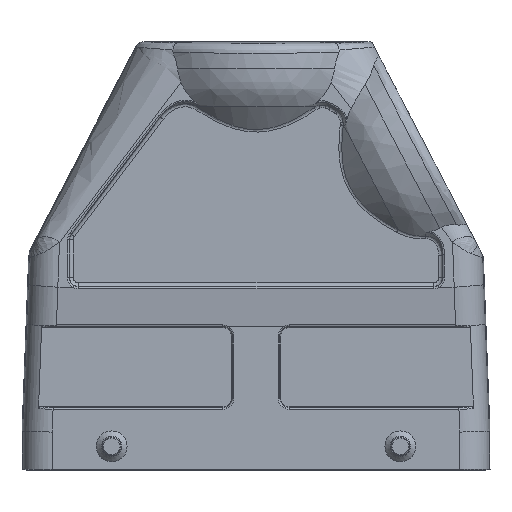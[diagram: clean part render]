
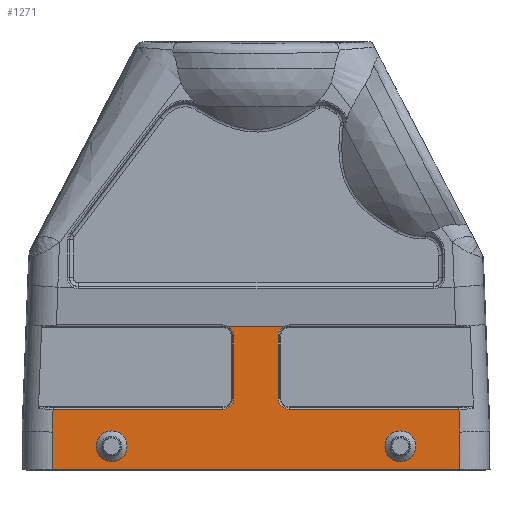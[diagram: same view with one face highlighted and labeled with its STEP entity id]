
A CAD part, front view. The second image highlights one B-rep face of the part: STEP entity #1271.
In plain terms, the highlighted planar face has unit normal (0, -1, 0).
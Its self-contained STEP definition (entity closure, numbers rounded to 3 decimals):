
#956=FACE_BOUND('',#2308,.T.);
#957=FACE_BOUND('',#2309,.T.);
#958=FACE_BOUND('',#2310,.T.);
#1053=PLANE('',#10642);
#1271=ADVANCED_FACE('',(#956,#957,#958),#1053,.F.);
#2308=EDGE_LOOP('',(#3337,#3338,#3339,#3340,#3341,#3342,#3343,#3344,#3345,
#3346,#3347,#3348,#3349,#3350));
#2309=EDGE_LOOP('',(#3351));
#2310=EDGE_LOOP('',(#3352));
#2855=CIRCLE('',#10636,2.85);
#2856=CIRCLE('',#10637,2.85);
#2857=CIRCLE('',#10638,2.85);
#2858=CIRCLE('',#10639,2.85);
#2859=CIRCLE('',#10640,3.95);
#2860=CIRCLE('',#10641,3.95);
#3337=ORIENTED_EDGE('',*,*,#6555,.F.);
#3338=ORIENTED_EDGE('',*,*,#6556,.F.);
#3339=ORIENTED_EDGE('',*,*,#6557,.F.);
#3340=ORIENTED_EDGE('',*,*,#6558,.F.);
#3341=ORIENTED_EDGE('',*,*,#6559,.F.);
#3342=ORIENTED_EDGE('',*,*,#6560,.T.);
#3343=ORIENTED_EDGE('',*,*,#6561,.F.);
#3344=ORIENTED_EDGE('',*,*,#6562,.F.);
#3345=ORIENTED_EDGE('',*,*,#6563,.F.);
#3346=ORIENTED_EDGE('',*,*,#6564,.F.);
#3347=ORIENTED_EDGE('',*,*,#6565,.F.);
#3348=ORIENTED_EDGE('',*,*,#6566,.F.);
#3349=ORIENTED_EDGE('',*,*,#6567,.F.);
#3350=ORIENTED_EDGE('',*,*,#6568,.F.);
#3351=ORIENTED_EDGE('',*,*,#6569,.F.);
#3352=ORIENTED_EDGE('',*,*,#6570,.F.);
#5743=VERTEX_POINT('',#16189);
#5744=VERTEX_POINT('',#16190);
#5745=VERTEX_POINT('',#16192);
#5746=VERTEX_POINT('',#16194);
#5747=VERTEX_POINT('',#16196);
#5748=VERTEX_POINT('',#16198);
#5749=VERTEX_POINT('',#16200);
#5750=VERTEX_POINT('',#16202);
#5751=VERTEX_POINT('',#16204);
#5752=VERTEX_POINT('',#16206);
#5753=VERTEX_POINT('',#16208);
#5754=VERTEX_POINT('',#16210);
#5755=VERTEX_POINT('',#16212);
#5756=VERTEX_POINT('',#16214);
#5757=VERTEX_POINT('',#16217);
#5758=VERTEX_POINT('',#16219);
#6555=EDGE_CURVE('',#5743,#5744,#8809,.T.);
#6556=EDGE_CURVE('',#5745,#5743,#8810,.T.);
#6557=EDGE_CURVE('',#5746,#5745,#2855,.T.);
#6558=EDGE_CURVE('',#5747,#5746,#8811,.T.);
#6559=EDGE_CURVE('',#5748,#5747,#2856,.T.);
#6560=EDGE_CURVE('',#5748,#5749,#8812,.T.);
#6561=EDGE_CURVE('',#5750,#5749,#2857,.T.);
#6562=EDGE_CURVE('',#5751,#5750,#8813,.T.);
#6563=EDGE_CURVE('',#5752,#5751,#2858,.T.);
#6564=EDGE_CURVE('',#5753,#5752,#8814,.T.);
#6565=EDGE_CURVE('',#5754,#5753,#8815,.T.);
#6566=EDGE_CURVE('',#5755,#5754,#8816,.T.);
#6567=EDGE_CURVE('',#5756,#5755,#8817,.T.);
#6568=EDGE_CURVE('',#5744,#5756,#8818,.T.);
#6569=EDGE_CURVE('',#5757,#5757,#2859,.T.);
#6570=EDGE_CURVE('',#5758,#5758,#2860,.T.);
#8809=LINE('',#16188,#9421);
#8810=LINE('',#16191,#9422);
#8811=LINE('',#16195,#9423);
#8812=LINE('',#16199,#9424);
#8813=LINE('',#16203,#9425);
#8814=LINE('',#16207,#9426);
#8815=LINE('',#16209,#9427);
#8816=LINE('',#16211,#9428);
#8817=LINE('',#16213,#9429);
#8818=LINE('',#16215,#9430);
#9421=VECTOR('',#11439,1.);
#9422=VECTOR('',#11440,1.);
#9423=VECTOR('',#11443,1.);
#9424=VECTOR('',#11446,1.);
#9425=VECTOR('',#11449,1.);
#9426=VECTOR('',#11452,1.);
#9427=VECTOR('',#11453,1.);
#9428=VECTOR('',#11454,1.);
#9429=VECTOR('',#11455,1.);
#9430=VECTOR('',#11456,1.);
#10636=AXIS2_PLACEMENT_3D('',#16193,#11441,#11442);
#10637=AXIS2_PLACEMENT_3D('',#16197,#11444,#11445);
#10638=AXIS2_PLACEMENT_3D('',#16201,#11447,#11448);
#10639=AXIS2_PLACEMENT_3D('',#16205,#11450,#11451);
#10640=AXIS2_PLACEMENT_3D('',#16216,#11457,#11458);
#10641=AXIS2_PLACEMENT_3D('',#16218,#11459,#11460);
#10642=AXIS2_PLACEMENT_3D('',#16220,#11461,#11462);
#11439=DIRECTION('',(0.038,0.,-0.999));
#11440=DIRECTION('',(1.,0.,0.));
#11441=DIRECTION('',(0.,-1.,0.));
#11442=DIRECTION('',(-1.,0.,0.));
#11443=DIRECTION('',(0.,0.,-1.));
#11444=DIRECTION('',(0.,-1.,0.));
#11445=DIRECTION('',(-0.48,0.,0.877));
#11446=DIRECTION('',(-1.,0.,0.));
#11447=DIRECTION('',(0.,-1.,0.));
#11448=DIRECTION('',(1.,0.,0.));
#11449=DIRECTION('',(0.,0.,1.));
#11450=DIRECTION('',(0.,-1.,0.));
#11451=DIRECTION('',(0.,0.,-1.));
#11452=DIRECTION('',(1.,0.,0.));
#11453=DIRECTION('',(0.038,0.,0.999));
#11454=DIRECTION('',(0.,0.,1.));
#11455=DIRECTION('',(-1.,0.,0.));
#11456=DIRECTION('',(0.,0.,-1.));
#11457=DIRECTION('',(0.,-1.,0.));
#11458=DIRECTION('',(0.,0.,1.));
#11459=DIRECTION('',(0.,-1.,0.));
#11460=DIRECTION('',(0.,0.,1.));
#11461=DIRECTION('',(0.,1.,0.));
#11462=DIRECTION('',(0.,0.,-1.));
#16188=CARTESIAN_POINT('',(52.034,-21.5,6.65));
#16189=CARTESIAN_POINT('',(52.034,-21.5,6.65));
#16190=CARTESIAN_POINT('',(52.254,-21.5,0.853));
#16191=CARTESIAN_POINT('',(8.5,-21.5,6.65));
#16192=CARTESIAN_POINT('',(8.5,-21.5,6.65));
#16193=CARTESIAN_POINT('',(8.5,-21.5,9.5));
#16194=CARTESIAN_POINT('',(5.65,-21.5,9.5));
#16195=CARTESIAN_POINT('',(5.65,-21.5,25.5));
#16196=CARTESIAN_POINT('',(5.65,-21.5,25.5));
#16197=CARTESIAN_POINT('',(8.5,-21.5,25.5));
#16198=CARTESIAN_POINT('',(7.131,-21.5,28.));
#16199=CARTESIAN_POINT('',(7.131,-21.5,28.));
#16200=CARTESIAN_POINT('',(-7.131,-21.5,28.));
#16201=CARTESIAN_POINT('',(-8.5,-21.5,25.5));
#16202=CARTESIAN_POINT('',(-5.65,-21.5,25.5));
#16203=CARTESIAN_POINT('',(-5.65,-21.5,9.5));
#16204=CARTESIAN_POINT('',(-5.65,-21.5,9.5));
#16205=CARTESIAN_POINT('',(-8.5,-21.5,9.5));
#16206=CARTESIAN_POINT('',(-8.5,-21.5,6.65));
#16207=CARTESIAN_POINT('',(-52.034,-21.5,6.65));
#16208=CARTESIAN_POINT('',(-52.034,-21.5,6.65));
#16209=CARTESIAN_POINT('',(-52.254,-21.5,0.853));
#16210=CARTESIAN_POINT('',(-52.254,-21.5,0.853));
#16211=CARTESIAN_POINT('',(-52.254,-21.5,-8.7));
#16212=CARTESIAN_POINT('',(-52.254,-21.5,-8.7));
#16213=CARTESIAN_POINT('',(52.254,-21.5,-8.7));
#16214=CARTESIAN_POINT('',(52.254,-21.5,-8.7));
#16215=CARTESIAN_POINT('',(52.254,-21.5,0.853));
#16216=CARTESIAN_POINT('',(37.,-21.5,-2.8));
#16217=CARTESIAN_POINT('',(37.,-21.5,1.15));
#16218=CARTESIAN_POINT('',(-37.,-21.5,-2.8));
#16219=CARTESIAN_POINT('',(-37.,-21.5,1.15));
#16220=CARTESIAN_POINT('',(57.58,-21.5,29.95));
